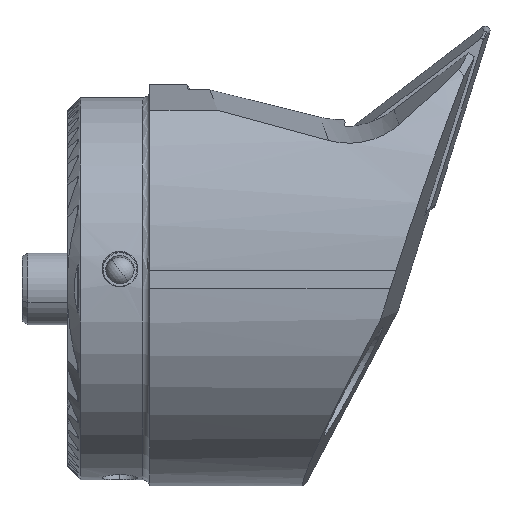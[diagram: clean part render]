
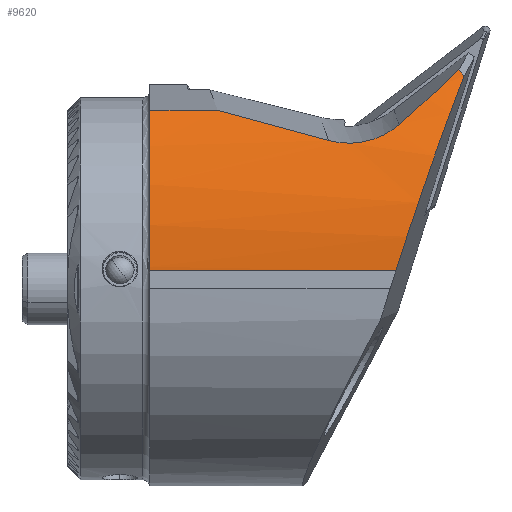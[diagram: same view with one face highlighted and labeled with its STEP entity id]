
A CAD part, front view. The second image highlights one B-rep face of the part: STEP entity #9620.
In plain terms, the highlighted cylindrical face has radius 23 mm (diameter 46 mm), a partial arc.
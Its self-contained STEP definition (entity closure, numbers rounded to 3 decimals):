
#102 = CARTESIAN_POINT ( 'NONE',  ( 24.409, -13.804, 12.306 ) ) ;
#133 = CARTESIAN_POINT ( 'NONE',  ( 21.494, -13.741, 12.423 ) ) ;
#155 = DIRECTION ( 'NONE',  ( 0., 0., -1. ) ) ;
#577 = CARTESIAN_POINT ( 'NONE',  ( 6.499, -16.5, 1.5 ) ) ;
#719 = EDGE_LOOP ( 'NONE', ( #4452, #1734, #11435, #15388, #6228, #1150, #1755, #2508, #4716 ) ) ;
#738 = VERTEX_POINT ( 'NONE', #1880 ) ;
#875 = EDGE_CURVE ( 'NONE', #6455, #13076, #8811, .T. ) ;
#921 = CARTESIAN_POINT ( 'NONE',  ( 6.5, -16.499, 1.728 ) ) ;
#1150 = ORIENTED_EDGE ( 'NONE', *, *, #12119, .F. ) ;
#1289 =( BOUNDED_CURVE ( )  B_SPLINE_CURVE ( 3, ( #1857, #16691, #9965, #3251 ),
 .UNSPECIFIED., .F., .F. ) 
 B_SPLINE_CURVE_WITH_KNOTS ( ( 4, 4 ),
 ( 2.77, 2.804 ),
 .UNSPECIFIED. ) 
 CURVE ( )  GEOMETRIC_REPRESENTATION_ITEM ( )  RATIONAL_B_SPLINE_CURVE ( ( 1., 1., 1., 1. ) ) 
 REPRESENTATION_ITEM ( '' )  );
#1541 = B_SPLINE_CURVE_WITH_KNOTS ( 'NONE', 3,
 ( #9587, #2820, #8232, #8168, #5523, #15063, #102, #6863, #1546, #9705, #10993, #13700, #16297, #11048 ),
 .UNSPECIFIED., .F., .F.,
 ( 4, 2, 2, 2, 2, 2, 4 ),
 ( 0., 0.002, 0.002, 0.003, 0.004, 0.005, 0.006 ),
 .UNSPECIFIED. ) ;
#1546 = CARTESIAN_POINT ( 'NONE',  ( 25.181, -13.696, 12.506 ) ) ;
#1698 = CARTESIAN_POINT ( 'NONE',  ( 30.998, -10.611, 16.998 ) ) ;
#1722 = VERTEX_POINT ( 'NONE', #12310 ) ;
#1734 = ORIENTED_EDGE ( 'NONE', *, *, #13359, .T. ) ;
#1755 = ORIENTED_EDGE ( 'NONE', *, *, #14480, .F. ) ;
#1857 = CARTESIAN_POINT ( 'NONE',  ( 32.814, -9.714, 17.813 ) ) ;
#1880 = CARTESIAN_POINT ( 'NONE',  ( 6.5, -12.15, 14.96 ) ) ;
#1886 = CARTESIAN_POINT ( 'NONE',  ( 6.5, -16.497, 1.842 ) ) ;
#1935 = CARTESIAN_POINT ( 'NONE',  ( 18.228, -13.266, 13.303 ) ) ;
#2125 = VERTEX_POINT ( 'NONE', #14750 ) ;
#2396 = EDGE_CURVE ( 'NONE', #2125, #7767, #4510, .T. ) ;
#2508 = ORIENTED_EDGE ( 'NONE', *, *, #8863, .F. ) ;
#2518 = VECTOR ( 'NONE', #9253, 1000. ) ;
#2620 = VERTEX_POINT ( 'NONE', #11677 ) ;
#2820 = CARTESIAN_POINT ( 'NONE',  ( 22.012, -13.816, 12.284 ) ) ;
#2877 = CIRCLE ( 'NONE', #9743, 23. ) ;
#2916 = CARTESIAN_POINT ( 'NONE',  ( 27.399, -12.948, 13.78 ) ) ;
#2920 = VECTOR ( 'NONE', #7634, 1000. ) ;
#2962 = FACE_OUTER_BOUND ( 'NONE', #719, .T. ) ;
#3100 = CARTESIAN_POINT ( 'NONE',  ( 15.121, -12.735, 14.15 ) ) ;
#3251 = CARTESIAN_POINT ( 'NONE',  ( 32.403, -9.151, 18.354 ) ) ;
#3485 = CARTESIAN_POINT ( 'NONE',  ( 32.814, -9.714, 17.813 ) ) ;
#3542 = CARTESIAN_POINT ( 'NONE',  ( 29.107, -16.5, 7.707 ) ) ;
#4452 = ORIENTED_EDGE ( 'NONE', *, *, #9888, .F. ) ;
#4510 =( BOUNDED_CURVE ( )  B_SPLINE_CURVE ( 3, ( #13924, #3100, #1935, #5684 ),
 .UNSPECIFIED., .F., .F. ) 
 B_SPLINE_CURVE_WITH_KNOTS ( ( 4, 4 ),
 ( 3.961, 4.092 ),
 .UNSPECIFIED. ) 
 CURVE ( )  GEOMETRIC_REPRESENTATION_ITEM ( )  RATIONAL_B_SPLINE_CURVE ( ( 1., 0.999, 0.999, 1. ) ) 
 REPRESENTATION_ITEM ( '' )  );
#4716 = ORIENTED_EDGE ( 'NONE', *, *, #875, .T. ) ;
#4894 = EDGE_CURVE ( 'NONE', #7767, #1722, #1541, .T. ) ;
#5053 = B_SPLINE_CURVE_WITH_KNOTS ( 'NONE', 3,
 ( #577, #9959, #921, #17030 ),
 .UNSPECIFIED., .F., .F.,
 ( 4, 4 ),
 ( 0., 0. ),
 .UNSPECIFIED. ) ;
#5273 =( BOUNDED_CURVE ( )  B_SPLINE_CURVE ( 3, ( #3485, #8926, #3542, #11506 ),
 .UNSPECIFIED., .F., .F. ) 
 B_SPLINE_CURVE_WITH_KNOTS ( ( 4, 4 ),
 ( 0.996, 1.785 ),
 .UNSPECIFIED. ) 
 CURVE ( )  GEOMETRIC_REPRESENTATION_ITEM ( )  RATIONAL_B_SPLINE_CURVE ( ( 1., 0.949, 0.949, 1. ) ) 
 REPRESENTATION_ITEM ( '' )  );
#5505 = EDGE_CURVE ( 'NONE', #1722, #11327, #12603, .T. ) ;
#5523 = CARTESIAN_POINT ( 'NONE',  ( 23.616, -13.857, 12.204 ) ) ;
#5684 = CARTESIAN_POINT ( 'NONE',  ( 21.494, -13.741, 12.423 ) ) ;
#5903 = CYLINDRICAL_SURFACE ( 'NONE', #10816, 23. ) ;
#6228 = ORIENTED_EDGE ( 'NONE', *, *, #2396, .F. ) ;
#6455 = VERTEX_POINT ( 'NONE', #17157 ) ;
#6863 = CARTESIAN_POINT ( 'NONE',  ( 24.925, -13.738, 12.428 ) ) ;
#7078 = CARTESIAN_POINT ( 'NONE',  ( 32.403, -9.151, 18.354 ) ) ;
#7634 = DIRECTION ( 'NONE',  ( 1., 0., 0. ) ) ;
#7767 = VERTEX_POINT ( 'NONE', #133 ) ;
#7775 = CARTESIAN_POINT ( 'NONE',  ( -1.124, -12.15, 14.96 ) ) ;
#7788 = LINE ( 'NONE', #7775, #2518 ) ;
#8168 = CARTESIAN_POINT ( 'NONE',  ( 23.344, -13.864, 12.192 ) ) ;
#8232 = CARTESIAN_POINT ( 'NONE',  ( 22.539, -13.856, 12.208 ) ) ;
#8811 = LINE ( 'NONE', #15580, #2920 ) ;
#8863 = EDGE_CURVE ( 'NONE', #6455, #9417, #5053, .T. ) ;
#8926 = CARTESIAN_POINT ( 'NONE',  ( 31.107, -14.116, 13.437 ) ) ;
#9253 = DIRECTION ( 'NONE',  ( 1., 0., 0. ) ) ;
#9417 = VERTEX_POINT ( 'NONE', #1886 ) ;
#9587 = CARTESIAN_POINT ( 'NONE',  ( 21.494, -13.741, 12.423 ) ) ;
#9620 = ADVANCED_FACE ( 'NONE', ( #2962 ), #5903, .T. ) ;
#9705 = CARTESIAN_POINT ( 'NONE',  ( 25.676, -13.594, 12.691 ) ) ;
#9743 = AXIS2_PLACEMENT_3D ( 'NONE', #14763, #12012, #155 ) ;
#9888 = EDGE_CURVE ( 'NONE', #2620, #13076, #5273, .T. ) ;
#9959 = CARTESIAN_POINT ( 'NONE',  ( 6.5, -16.5, 1.614 ) ) ;
#9965 = CARTESIAN_POINT ( 'NONE',  ( 32.534, -9.341, 18.177 ) ) ;
#10512 = DIRECTION ( 'NONE',  ( 1., 0., 0. ) ) ;
#10816 = AXIS2_PLACEMENT_3D ( 'NONE', #11995, #10512, #17305 ) ;
#10993 = CARTESIAN_POINT ( 'NONE',  ( 25.914, -13.534, 12.798 ) ) ;
#11048 = CARTESIAN_POINT ( 'NONE',  ( 27.399, -12.948, 13.78 ) ) ;
#11327 = VERTEX_POINT ( 'NONE', #16649 ) ;
#11435 = ORIENTED_EDGE ( 'NONE', *, *, #5505, .F. ) ;
#11506 = CARTESIAN_POINT ( 'NONE',  ( 27.12, -16.5, 1.5 ) ) ;
#11677 = CARTESIAN_POINT ( 'NONE',  ( 32.814, -9.714, 17.813 ) ) ;
#11995 = CARTESIAN_POINT ( 'NONE',  ( -1.124, 6.5, 1.5 ) ) ;
#12012 = DIRECTION ( 'NONE',  ( -1., 0., 0. ) ) ;
#12119 = EDGE_CURVE ( 'NONE', #738, #2125, #7788, .T. ) ;
#12310 = CARTESIAN_POINT ( 'NONE',  ( 27.399, -12.948, 13.78 ) ) ;
#12603 =( BOUNDED_CURVE ( )  B_SPLINE_CURVE ( 3, ( #2916, #13796, #1698, #7078 ),
 .UNSPECIFIED., .F., .F. ) 
 B_SPLINE_CURVE_WITH_KNOTS ( ( 4, 4 ),
 ( 5.455, 5.714 ),
 .UNSPECIFIED. ) 
 CURVE ( )  GEOMETRIC_REPRESENTATION_ITEM ( )  RATIONAL_B_SPLINE_CURVE ( ( 1., 0.994, 0.994, 1. ) ) 
 REPRESENTATION_ITEM ( '' )  );
#13076 = VERTEX_POINT ( 'NONE', #14506 ) ;
#13359 = EDGE_CURVE ( 'NONE', #2620, #11327, #1289, .T. ) ;
#13700 = CARTESIAN_POINT ( 'NONE',  ( 26.601, -13.329, 13.157 ) ) ;
#13796 = CARTESIAN_POINT ( 'NONE',  ( 29.321, -11.884, 15.465 ) ) ;
#13924 = CARTESIAN_POINT ( 'NONE',  ( 12.186, -12.15, 14.96 ) ) ;
#14480 = EDGE_CURVE ( 'NONE', #9417, #738, #2877, .T. ) ;
#14506 = CARTESIAN_POINT ( 'NONE',  ( 27.12, -16.5, 1.5 ) ) ;
#14750 = CARTESIAN_POINT ( 'NONE',  ( 12.186, -12.15, 14.96 ) ) ;
#14763 = CARTESIAN_POINT ( 'NONE',  ( 6.5, 6.5, 1.5 ) ) ;
#15063 = CARTESIAN_POINT ( 'NONE',  ( 24.147, -13.827, 12.261 ) ) ;
#15388 = ORIENTED_EDGE ( 'NONE', *, *, #4894, .F. ) ;
#15580 = CARTESIAN_POINT ( 'NONE',  ( -1.124, -16.5, 1.5 ) ) ;
#16297 = CARTESIAN_POINT ( 'NONE',  ( 27.024, -13.155, 13.451 ) ) ;
#16649 = CARTESIAN_POINT ( 'NONE',  ( 32.403, -9.151, 18.354 ) ) ;
#16691 = CARTESIAN_POINT ( 'NONE',  ( 32.671, -9.529, 17.996 ) ) ;
#17030 = CARTESIAN_POINT ( 'NONE',  ( 6.5, -16.497, 1.842 ) ) ;
#17157 = CARTESIAN_POINT ( 'NONE',  ( 6.499, -16.5, 1.5 ) ) ;
#17305 = DIRECTION ( 'NONE',  ( 0., 0., -1. ) ) ;
